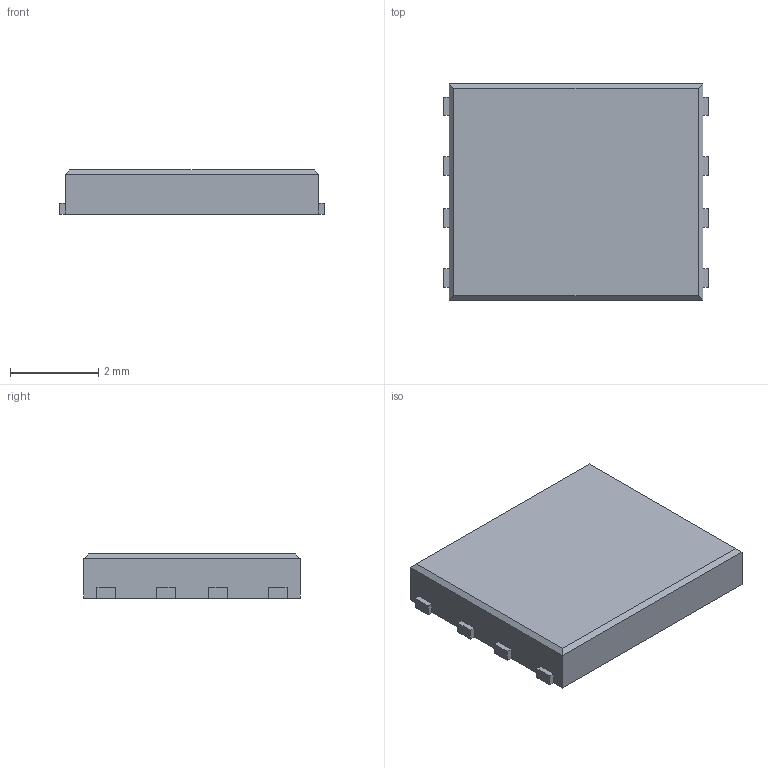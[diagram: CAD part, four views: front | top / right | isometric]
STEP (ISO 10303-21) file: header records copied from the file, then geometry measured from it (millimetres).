
FILE_DESCRIPTION(/* description */ (''),/* implementation_level */ '2;1');
FILE_NAME(/* name */ 'vsonp8-5x6',/* time_stamp */ '2019-06-07T18:32:33+02:00',/* author */ (''),/* organization */ (''),/* preprocessor_version */ 'ST-DEVELOPER v15',/* originating_system */ '',/* authorisation */ '');
FILE_SCHEMA (('AUTOMOTIVE_DESIGN'));
Length unit declared in the file: millimetre
Products named in the file (1): Document
Bounding box: 6 x 4.9 x 1 mm (x, y, z)
Volume: 28.2 mm3; surface area: 79.3 mm2
Topology: 9 solids, 9 shells, 58 faces, 116 edges, 76 vertices
Faces by surface type: plane 58
Entity records: 1418 total; most frequent: CARTESIAN_POINT 408, ORIENTED_EDGE 232, EDGE_CURVE 116, B_SPLINE_CURVE_WITH_KNOTS 116, VERTEX_POINT 76, DIRECTION 62, AXIS2_PLACEMENT_3D 60, ADVANCED_FACE 58
